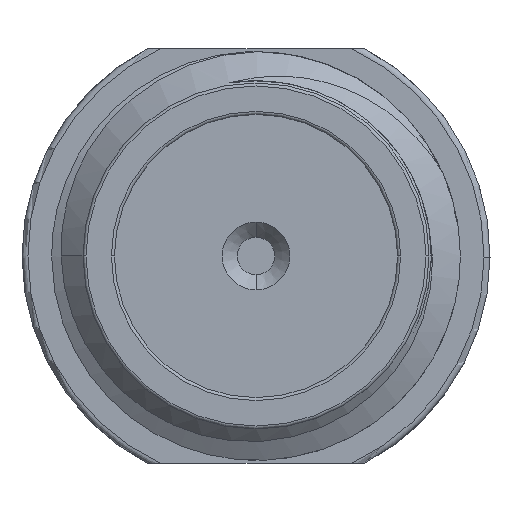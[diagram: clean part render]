
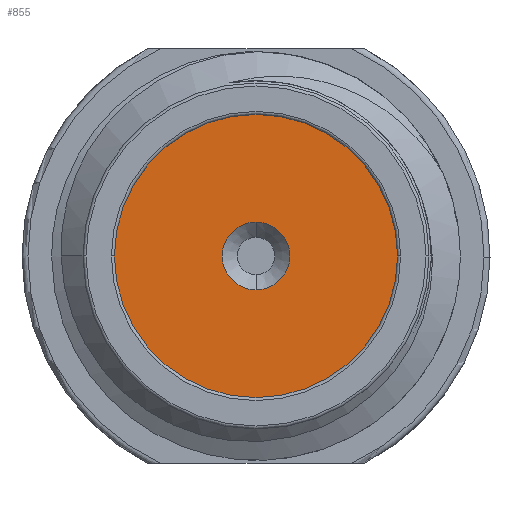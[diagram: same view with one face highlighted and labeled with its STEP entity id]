
A CAD part, left-side view. The second image highlights one B-rep face of the part: STEP entity #855.
In plain terms, the highlighted planar face has unit normal (-1, 0, 0).
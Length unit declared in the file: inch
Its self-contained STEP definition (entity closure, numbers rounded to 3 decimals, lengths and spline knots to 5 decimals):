
#190 = EDGE_LOOP ( 'NONE', ( #652, #1493 ) ) ;
#217 = DIRECTION ( 'NONE',  ( 0., 1., 0. ) ) ;
#223 = ORIENTED_EDGE ( 'NONE', *, *, #1811, .F. ) ;
#262 = VERTEX_POINT ( 'NONE', #1071 ) ;
#321 = CARTESIAN_POINT ( 'NONE',  ( 0.12008, 0., 0.0225 ) ) ;
#423 = AXIS2_PLACEMENT_3D ( 'NONE', #1501, #1076, #217 ) ;
#509 = FACE_BOUND ( 'NONE', #190, .T. ) ;
#652 = ORIENTED_EDGE ( 'NONE', *, *, #2751, .T. ) ;
#683 = CARTESIAN_POINT ( 'NONE',  ( 0.12008, 0., 0. ) ) ;
#784 = ORIENTED_EDGE ( 'NONE', *, *, #2377, .T. ) ;
#855 = ADVANCED_FACE ( 'NONE', ( #509, #2710 ), #2493, .T. ) ;
#883 = VERTEX_POINT ( 'NONE', #321 ) ;
#916 = DIRECTION ( 'NONE',  ( 1., 0., 0. ) ) ;
#968 = CIRCLE ( 'NONE', #423, 0.09409 ) ;
#1071 = CARTESIAN_POINT ( 'NONE',  ( 0.12008, 0., -0.0225 ) ) ;
#1076 = DIRECTION ( 'NONE',  ( 1., 0., 0. ) ) ;
#1157 = DIRECTION ( 'NONE',  ( 0., 0., 1. ) ) ;
#1158 = CARTESIAN_POINT ( 'NONE',  ( 0.12008, -0.09409, 0. ) ) ;
#1290 = EDGE_CURVE ( 'NONE', #262, #883, #2603, .T. ) ;
#1319 = CIRCLE ( 'NONE', #2508, 0.09409 ) ;
#1355 = DIRECTION ( 'NONE',  ( -1., 0., 0. ) ) ;
#1493 = ORIENTED_EDGE ( 'NONE', *, *, #1290, .T. ) ;
#1501 = CARTESIAN_POINT ( 'NONE',  ( 0.12008, 0., 0. ) ) ;
#1551 = AXIS2_PLACEMENT_3D ( 'NONE', #683, #2239, #1157 ) ;
#1572 = VERTEX_POINT ( 'NONE', #2471 ) ;
#1614 = CIRCLE ( 'NONE', #1661, 0.0225 ) ;
#1661 = AXIS2_PLACEMENT_3D ( 'NONE', #2438, #916, #2407 ) ;
#1726 = CARTESIAN_POINT ( 'NONE',  ( 0.12008, 0., 0. ) ) ;
#1785 = EDGE_LOOP ( 'NONE', ( #784, #223 ) ) ;
#1811 = EDGE_CURVE ( 'NONE', #1572, #2778, #968, .T. ) ;
#1815 = DIRECTION ( 'NONE',  ( 0., 0., 1. ) ) ;
#2233 = CARTESIAN_POINT ( 'NONE',  ( 0.12008, 0., 0. ) ) ;
#2239 = DIRECTION ( 'NONE',  ( 1., 0., 0. ) ) ;
#2377 = EDGE_CURVE ( 'NONE', #1572, #2778, #1319, .T. ) ;
#2407 = DIRECTION ( 'NONE',  ( 0., 0., 1. ) ) ;
#2438 = CARTESIAN_POINT ( 'NONE',  ( 0.12008, 0., 0. ) ) ;
#2471 = CARTESIAN_POINT ( 'NONE',  ( 0.12008, 0.09409, 0. ) ) ;
#2493 = PLANE ( 'NONE',  #2689 ) ;
#2508 = AXIS2_PLACEMENT_3D ( 'NONE', #1726, #1355, #2596 ) ;
#2596 = DIRECTION ( 'NONE',  ( 0., 1., 0. ) ) ;
#2603 = CIRCLE ( 'NONE', #1551, 0.0225 ) ;
#2689 = AXIS2_PLACEMENT_3D ( 'NONE', #2233, #2698, #1815 ) ;
#2698 = DIRECTION ( 'NONE',  ( -1., 0., 0. ) ) ;
#2710 = FACE_OUTER_BOUND ( 'NONE', #1785, .T. ) ;
#2751 = EDGE_CURVE ( 'NONE', #883, #262, #1614, .T. ) ;
#2778 = VERTEX_POINT ( 'NONE', #1158 ) ;
